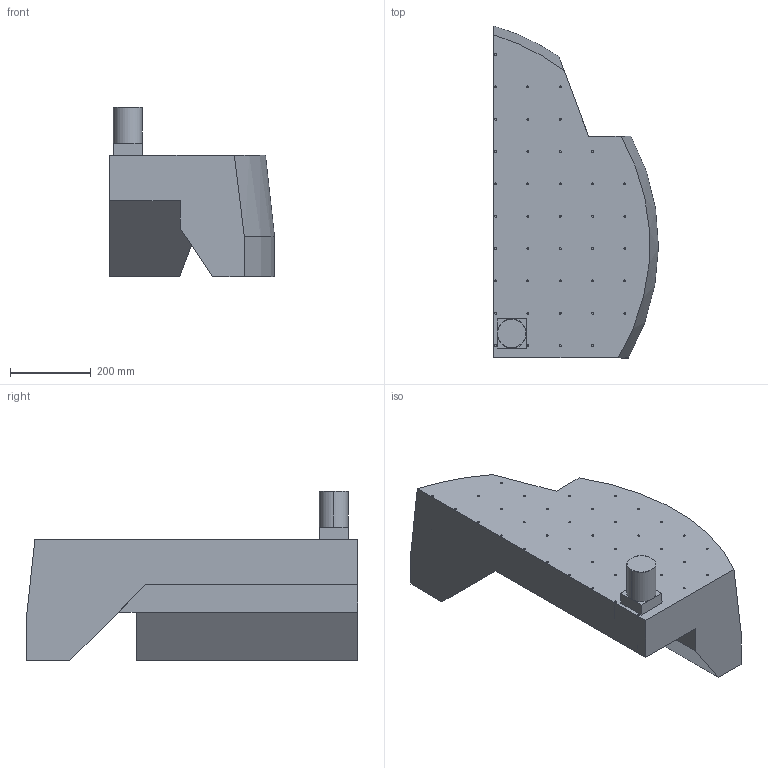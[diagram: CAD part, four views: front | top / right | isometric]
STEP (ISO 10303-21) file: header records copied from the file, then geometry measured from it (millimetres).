
FILE_DESCRIPTION (( 'STEP AP214' ), '1' );
FILE_NAME ('AOA-ICD-0301.STEP', '2024-09-13T23:28:51', ( '' ), ( '' ), 'SwSTEP 2.0', 'SolidWorks 2023', '' );
FILE_SCHEMA (( 'AUTOMOTIVE_DESIGN' ));
Length unit declared in the file: millimetre
Products named in the file (1): AOA-ICD-0301
Bounding box: 407.98 x 821.26 x 418.97 mm (x, y, z)
Volume: 52488313.2 mm3; surface area: 1168911.9 mm2
Topology: 1 solids, 1 shells, 153 faces, 317 edges, 209 vertices
Faces by surface type: cylinder 88, plane 63, bspline 2
Entity records: 4190 total; most frequent: DIRECTION 798, CARTESIAN_POINT 726, ORIENTED_EDGE 634, AXIS2_PLACEMENT_3D 332, EDGE_CURVE 317, VERTEX_POINT 209, EDGE_LOOP 196, CIRCLE 180
